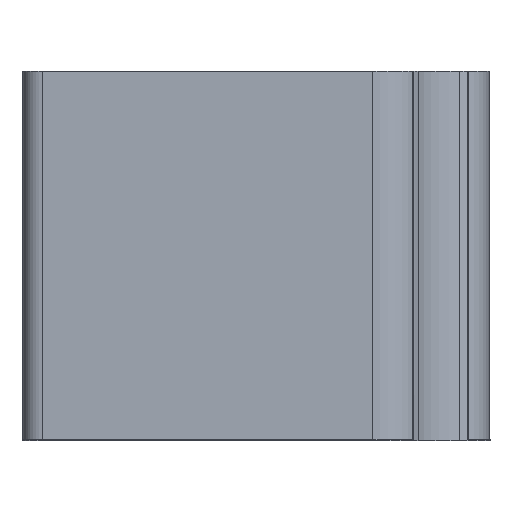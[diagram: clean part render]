
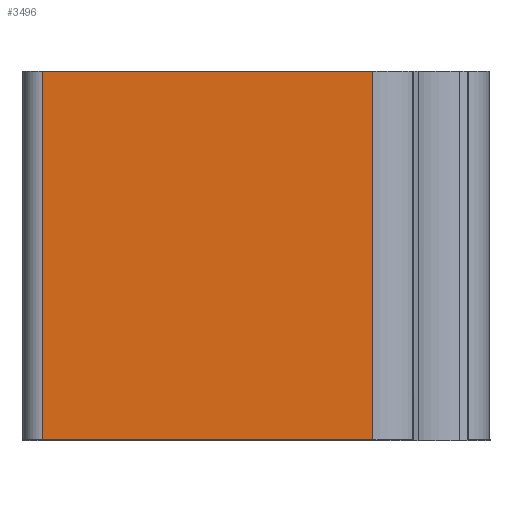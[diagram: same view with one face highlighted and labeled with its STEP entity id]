
A CAD part, left-side view. The second image highlights one B-rep face of the part: STEP entity #3496.
In plain terms, the highlighted face is planar.
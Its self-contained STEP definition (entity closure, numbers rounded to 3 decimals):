
#331=ORIENTED_EDGE('',*,*,#1210,.F.);
#332=ORIENTED_EDGE('',*,*,#1211,.T.);
#333=ORIENTED_EDGE('',*,*,#1212,.T.);
#334=ORIENTED_EDGE('',*,*,#1181,.F.);
#1181=EDGE_CURVE('',#1630,#1627,#1933,.T.);
#1210=EDGE_CURVE('',#1650,#1630,#1951,.T.);
#1211=EDGE_CURVE('',#1650,#1651,#1952,.T.);
#1212=EDGE_CURVE('',#1651,#1627,#1953,.T.);
#1627=VERTEX_POINT('',#4927);
#1630=VERTEX_POINT('',#4932);
#1650=VERTEX_POINT('',#4994);
#1651=VERTEX_POINT('',#4996);
#1933=LINE('',#4933,#2274);
#1951=LINE('',#4993,#2292);
#1952=LINE('',#4995,#2293);
#1953=LINE('',#4997,#2294);
#2274=VECTOR('',#4039,1000.);
#2292=VECTOR('',#4103,1000.);
#2293=VECTOR('',#4104,1000.);
#2294=VECTOR('',#4105,1000.);
#2608=EDGE_LOOP('',(#331,#332,#333,#334));
#2818=FACE_BOUND('',#2608,.T.);
#3016=PLANE('',#3717);
#3496=ADVANCED_FACE('',(#2818),#3016,.F.);
#3717=AXIS2_PLACEMENT_3D('',#4992,#4101,#4102);
#4039=DIRECTION('',(0.,0.,-1.));
#4101=DIRECTION('',(0.,-1.,0.));
#4102=DIRECTION('',(0.,0.,-1.));
#4103=DIRECTION('',(-1.,0.,0.));
#4104=DIRECTION('',(0.,0.,-1.));
#4105=DIRECTION('',(-1.,0.,0.));
#4927=CARTESIAN_POINT('',(-1.2,2.4,0.));
#4932=CARTESIAN_POINT('',(-1.2,2.4,3.8));
#4933=CARTESIAN_POINT('',(-1.2,2.4,3.8));
#4992=CARTESIAN_POINT('',(2.4,2.4,3.8));
#4993=CARTESIAN_POINT('',(2.4,2.4,3.8));
#4994=CARTESIAN_POINT('',(2.2,2.4,3.8));
#4995=CARTESIAN_POINT('',(2.2,2.4,3.8));
#4996=CARTESIAN_POINT('',(2.2,2.4,0.));
#4997=CARTESIAN_POINT('',(2.4,2.4,0.));
